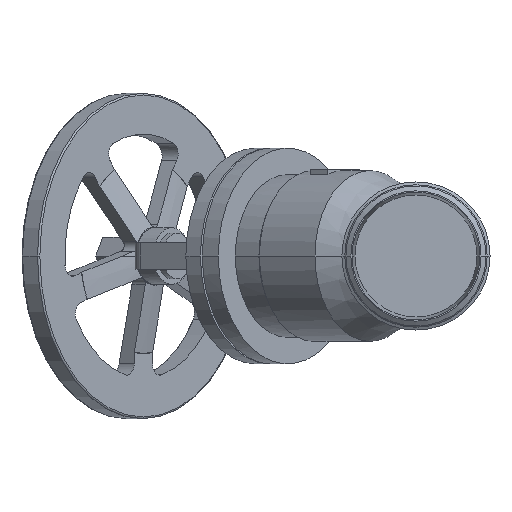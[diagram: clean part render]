
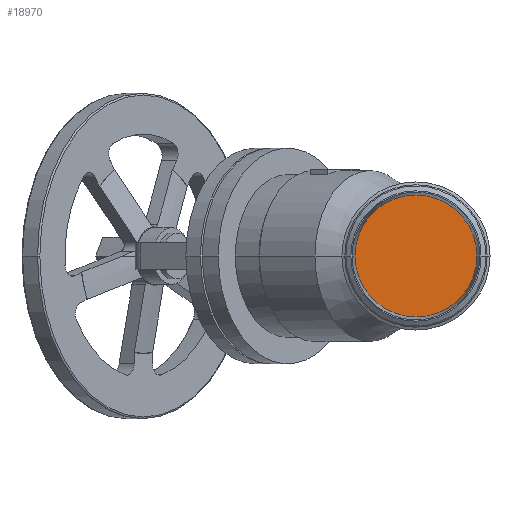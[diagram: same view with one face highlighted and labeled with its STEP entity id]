
A CAD part, left-side view. The second image highlights one B-rep face of the part: STEP entity #18970.
In plain terms, the highlighted planar face has unit normal (-1, 0, 0).
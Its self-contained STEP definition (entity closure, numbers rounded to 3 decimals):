
#4600=CARTESIAN_POINT('',(19.849,-75.,0.));
#4610=VERTEX_POINT('',#4600);
#4790=CARTESIAN_POINT('',(19.849,75.,0.));
#4800=VERTEX_POINT('',#4790);
#4830=CARTESIAN_POINT('',(19.849,0.,0.));
#4840=DIRECTION('',(-1.,0.,0.));
#4850=DIRECTION('',(0.,1.,0.));
#4860=AXIS2_PLACEMENT_3D('',#4830,#4840,#4850);
#4870=CIRCLE('',#4860,75.);
#4880=EDGE_CURVE('',#4800,#4610,#4870,.T.);
#18870=CARTESIAN_POINT('',(19.849,37.5,0.));
#18880=DIRECTION('',(-1.,0.,0.));
#18890=DIRECTION('',(0.,1.,0.));
#18900=AXIS2_PLACEMENT_3D('',#18870,#18880,#18890);
#18910=PLANE('',#18900);
#18920=EDGE_CURVE('',#4610,#4800,#4870,.T.);
#18930=ORIENTED_EDGE('',*,*,#18920,.T.);
#18940=ORIENTED_EDGE('',*,*,#4880,.T.);
#18950=EDGE_LOOP('',(#18940,#18930));
#18960=FACE_OUTER_BOUND('',#18950,.T.);
#18970=ADVANCED_FACE('',(#18960),#18910,.T.);
